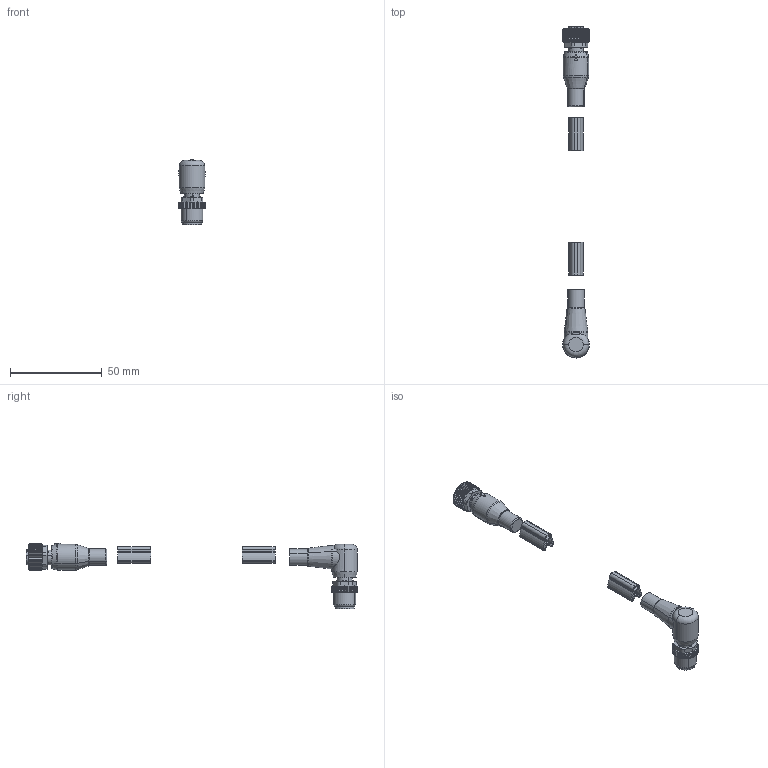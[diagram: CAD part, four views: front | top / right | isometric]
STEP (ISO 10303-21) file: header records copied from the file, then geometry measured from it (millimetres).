
FILE_DESCRIPTION(('CATIA V5 STEP Exchange','CAx-IF Rec.Pracs.--- Model Styling and Organization---1.4--- 2014-01-23'),'2;1');
FILE_NAME ('004808-2_0', '2023-02-08T13:49:39+00:00', ('none'), ('Weidmueller'), 'CATIA Version 5-6 Release 2016 SP3 HF44', 'CATIA V5 STEP AP214', 'none');
FILE_SCHEMA(('AUTOMOTIVE_DESIGN { 1 0 10303 214 1 1 1 1 }'));
Length unit declared in the file: millimetre
Products named in the file (1): 1057881000
Bounding box: 14.6 x 181.26 x 35.5 mm (x, y, z)
Volume: 11970.5 mm3; surface area: 11598.1 mm2
Topology: 25 solids, 25 shells, 1341 faces, 3339 edges, 2081 vertices
Faces by surface type: plane 519, cylinder 437, cone 185, torus 147, bspline 29, sphere 20, revolution 4
Entity records: 39324 total; most frequent: CARTESIAN_POINT 10871, ORIENTED_EDGE 6586, DIRECTION 4384, EDGE_CURVE 3293, AXIS2_PLACEMENT_3D 2148, VERTEX_POINT 2081, EDGE_LOOP 1466, VECTOR 1349
